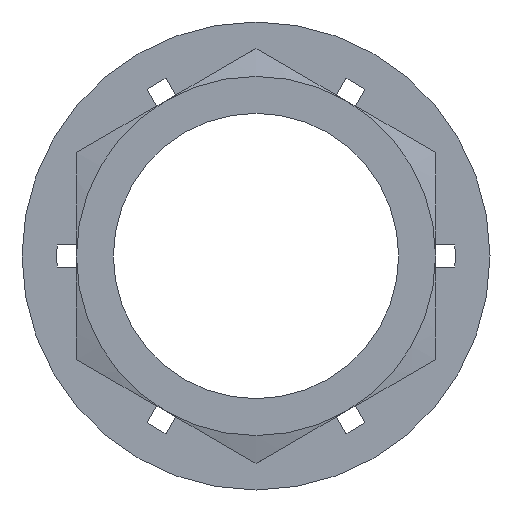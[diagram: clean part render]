
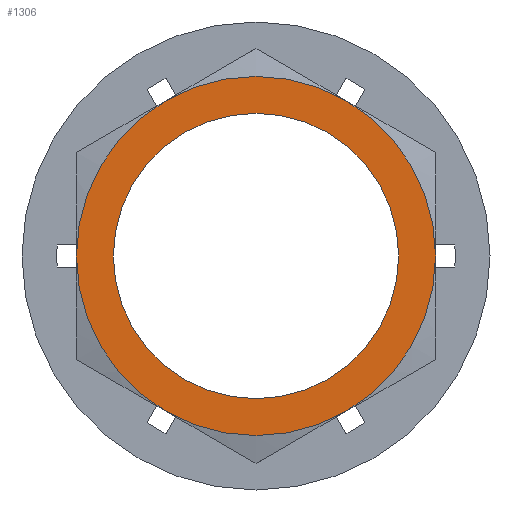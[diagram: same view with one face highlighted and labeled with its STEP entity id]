
A CAD part, left-side view. The second image highlights one B-rep face of the part: STEP entity #1306.
In plain terms, the highlighted planar face has unit normal (-1, 0, 0).
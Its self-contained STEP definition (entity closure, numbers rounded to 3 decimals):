
#62=FACE_BOUND('',#302,.T.);
#113=CIRCLE('',#1412,3.129);
#121=CIRCLE('',#1433,3.937);
#122=CIRCLE('',#1435,3.937);
#123=CIRCLE('',#1437,3.937);
#124=CIRCLE('',#1439,3.937);
#125=CIRCLE('',#1441,3.937);
#126=CIRCLE('',#1443,3.937);
#224=FACE_OUTER_BOUND('',#301,.T.);
#301=EDGE_LOOP('',(#1194,#1195,#1196,#1197,#1198,#1199));
#302=EDGE_LOOP('',(#1200));
#605=VERTEX_POINT('',#2119);
#611=VERTEX_POINT('',#2173);
#623=VERTEX_POINT('',#2463);
#625=VERTEX_POINT('',#2512);
#627=VERTEX_POINT('',#2559);
#629=VERTEX_POINT('',#2607);
#630=VERTEX_POINT('',#2654);
#777=EDGE_CURVE('',#605,#605,#113,.T.);
#815=EDGE_CURVE('',#611,#630,#121,.T.);
#816=EDGE_CURVE('',#630,#629,#122,.T.);
#817=EDGE_CURVE('',#629,#627,#123,.T.);
#818=EDGE_CURVE('',#627,#625,#124,.T.);
#819=EDGE_CURVE('',#625,#623,#125,.T.);
#820=EDGE_CURVE('',#623,#611,#126,.T.);
#1194=ORIENTED_EDGE('',*,*,#815,.F.);
#1195=ORIENTED_EDGE('',*,*,#820,.F.);
#1196=ORIENTED_EDGE('',*,*,#819,.F.);
#1197=ORIENTED_EDGE('',*,*,#818,.F.);
#1198=ORIENTED_EDGE('',*,*,#817,.F.);
#1199=ORIENTED_EDGE('',*,*,#816,.F.);
#1200=ORIENTED_EDGE('',*,*,#777,.T.);
#1234=PLANE('',#1445);
#1306=ADVANCED_FACE('',(#224,#62),#1234,.T.);
#1412=AXIS2_PLACEMENT_3D('',#2120,#1748,#1749);
#1433=AXIS2_PLACEMENT_3D('',#2700,#1796,#1797);
#1435=AXIS2_PLACEMENT_3D('',#2702,#1800,#1801);
#1437=AXIS2_PLACEMENT_3D('',#2704,#1804,#1805);
#1439=AXIS2_PLACEMENT_3D('',#2706,#1808,#1809);
#1441=AXIS2_PLACEMENT_3D('',#2708,#1812,#1813);
#1443=AXIS2_PLACEMENT_3D('',#2710,#1816,#1817);
#1445=AXIS2_PLACEMENT_3D('',#2712,#1820,#1821);
#1748=DIRECTION('center_axis',(1.,0.,0.));
#1749=DIRECTION('ref_axis',(0.,-1.,0.));
#1796=DIRECTION('center_axis',(1.,0.,0.));
#1797=DIRECTION('ref_axis',(0.,-1.,0.));
#1800=DIRECTION('center_axis',(1.,0.,0.));
#1801=DIRECTION('ref_axis',(0.,-1.,0.));
#1804=DIRECTION('center_axis',(1.,0.,0.));
#1805=DIRECTION('ref_axis',(0.,-1.,0.));
#1808=DIRECTION('center_axis',(1.,0.,0.));
#1809=DIRECTION('ref_axis',(0.,-1.,0.));
#1812=DIRECTION('center_axis',(1.,0.,0.));
#1813=DIRECTION('ref_axis',(0.,-1.,0.));
#1816=DIRECTION('center_axis',(1.,0.,0.));
#1817=DIRECTION('ref_axis',(0.,-1.,0.));
#1820=DIRECTION('center_axis',(-1.,0.,0.));
#1821=DIRECTION('ref_axis',(0.,-1.,0.));
#2119=CARTESIAN_POINT('',(-8.599,3.129,0.635));
#2120=CARTESIAN_POINT('Origin',(-8.599,0.,
0.635));
#2173=CARTESIAN_POINT('',(-8.599,1.969,4.045));
#2463=CARTESIAN_POINT('',(-8.599,3.937,0.635));
#2512=CARTESIAN_POINT('',(-8.599,1.969,-2.775));
#2559=CARTESIAN_POINT('',(-8.599,-1.968,-2.775));
#2607=CARTESIAN_POINT('',(-8.599,-3.937,0.635));
#2654=CARTESIAN_POINT('',(-8.599,-1.969,4.045));
#2700=CARTESIAN_POINT('Origin',(-8.599,0.,0.635));
#2702=CARTESIAN_POINT('Origin',(-8.599,0.,0.635));
#2704=CARTESIAN_POINT('Origin',(-8.599,0.,0.635));
#2706=CARTESIAN_POINT('Origin',(-8.599,0.,0.635));
#2708=CARTESIAN_POINT('Origin',(-8.599,0.,0.635));
#2710=CARTESIAN_POINT('Origin',(-8.599,0.,0.635));
#2712=CARTESIAN_POINT('Origin',(-8.599,0.,
0.635));
